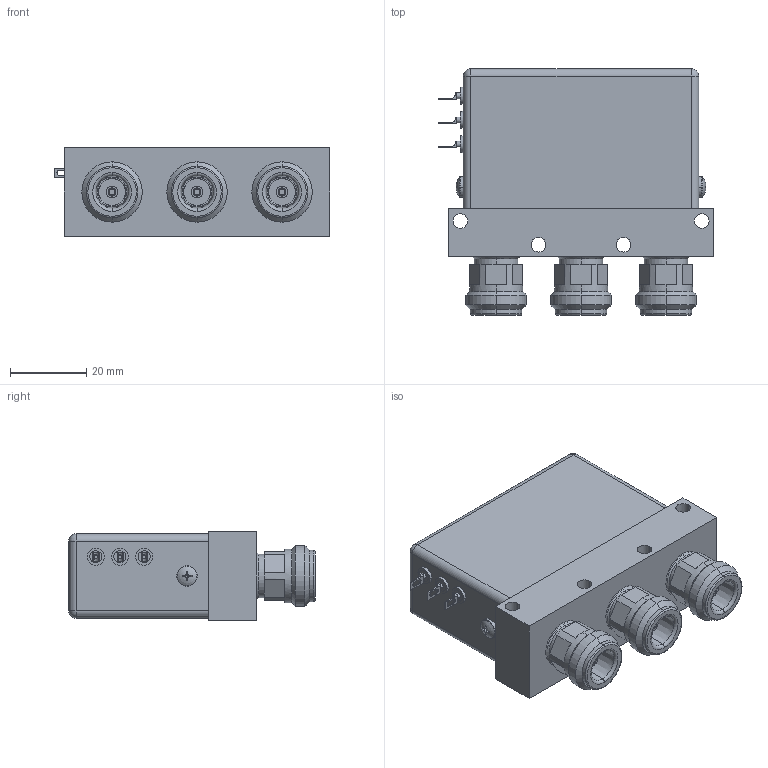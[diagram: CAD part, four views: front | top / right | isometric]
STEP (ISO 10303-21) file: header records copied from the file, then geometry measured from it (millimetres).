
FILE_DESCRIPTION (( 'STEP AP214' ), '1' );
FILE_NAME ('FMSW6593_3D.step', '2025-03-07T20:20:29', ( '' ), ( '' ), 'SwSTEP 2.0', 'SolidWorks 2022', '' );
FILE_SCHEMA (( 'AUTOMOTIVE_DESIGN' ));
Length unit declared in the file: inch
Products named in the file (6): B12029001^FMSW6593; A12075Y04_-401^FMSW6593; R12053-e360_-22^FMSW6593; R040691-e360_-03^FMSW6593; B12021003^FMSW6593; FMSW6593_3D
Assembly tree (10 placements, depth 2):
  FMSW6593_3D
    B12021003^FMSW6593
    B12029001^FMSW6593  x3
    R12053-e360_-22^FMSW6593
    R040691-e360_-03^FMSW6593  x3
    A12075Y04_-401^FMSW6593  x2
Bounding box: 72.5 x 64.83 x 23.37 mm (x, y, z)
Volume: 26959.5 mm3; surface area: 28522.3 mm2
Topology: 16 solids, 16 shells, 494 faces, 1195 edges, 746 vertices
Faces by surface type: plane 206, cylinder 162, cone 70, torus 28, bspline 18, sphere 10
Entity records: 7141 total; most frequent: CARTESIAN_POINT 1661, DIRECTION 1151, ORIENTED_EDGE 1028, EDGE_CURVE 514, AXIS2_PLACEMENT_3D 458, VERTEX_POINT 322, EDGE_LOOP 254, CIRCLE 237
